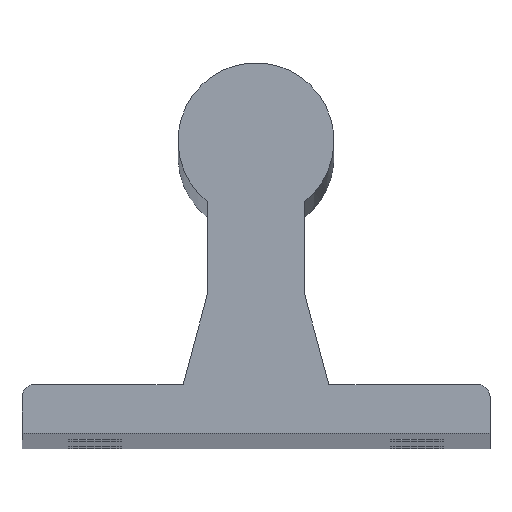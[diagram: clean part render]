
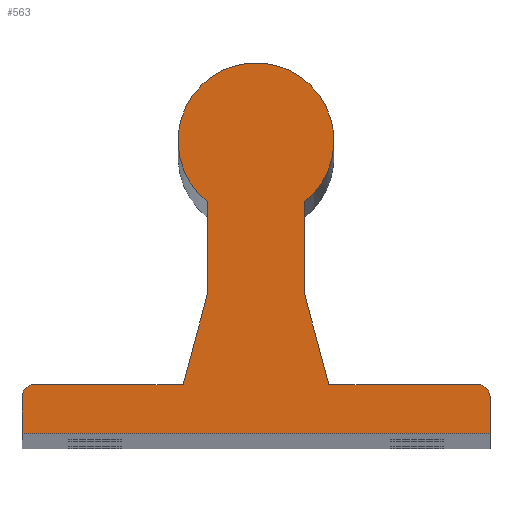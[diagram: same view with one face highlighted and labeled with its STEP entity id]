
A CAD part, top view. The second image highlights one B-rep face of the part: STEP entity #563.
In plain terms, the highlighted planar face has unit normal (0, 0, 1).
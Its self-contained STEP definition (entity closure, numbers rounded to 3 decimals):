
#56=FACE_OUTER_BOUND('',#85,.T.);
#85=EDGE_LOOP('',(#393,#394,#395,#396,#397,#398,#399,#400,#401,#402,#403,
#404));
#138=LINE('',#848,#183);
#139=LINE('',#850,#184);
#140=LINE('',#852,#185);
#141=LINE('',#856,#186);
#142=LINE('',#858,#187);
#143=LINE('',#860,#188);
#144=LINE('',#864,#189);
#145=LINE('',#866,#190);
#146=LINE('',#867,#191);
#183=VECTOR('',#675,10.);
#184=VECTOR('',#676,10.);
#185=VECTOR('',#677,10.);
#186=VECTOR('',#680,10.);
#187=VECTOR('',#681,10.);
#188=VECTOR('',#682,10.);
#189=VECTOR('',#685,10.);
#190=VECTOR('',#686,10.);
#191=VECTOR('',#687,10.);
#228=CIRCLE('',#607,8.);
#229=CIRCLE('',#608,1.25);
#230=CIRCLE('',#609,1.25);
#262=VERTEX_POINT('',#844);
#263=VERTEX_POINT('',#845);
#264=VERTEX_POINT('',#847);
#265=VERTEX_POINT('',#849);
#266=VERTEX_POINT('',#851);
#267=VERTEX_POINT('',#853);
#268=VERTEX_POINT('',#855);
#269=VERTEX_POINT('',#857);
#270=VERTEX_POINT('',#859);
#271=VERTEX_POINT('',#861);
#272=VERTEX_POINT('',#863);
#273=VERTEX_POINT('',#865);
#314=EDGE_CURVE('',#262,#263,#228,.T.);
#315=EDGE_CURVE('',#264,#262,#138,.T.);
#316=EDGE_CURVE('',#265,#264,#139,.T.);
#317=EDGE_CURVE('',#266,#265,#140,.T.);
#318=EDGE_CURVE('',#267,#266,#229,.T.);
#319=EDGE_CURVE('',#268,#267,#141,.T.);
#320=EDGE_CURVE('',#269,#268,#142,.T.);
#321=EDGE_CURVE('',#270,#269,#143,.T.);
#322=EDGE_CURVE('',#271,#270,#230,.T.);
#323=EDGE_CURVE('',#272,#271,#144,.T.);
#324=EDGE_CURVE('',#273,#272,#145,.T.);
#325=EDGE_CURVE('',#263,#273,#146,.T.);
#393=ORIENTED_EDGE('',*,*,#314,.F.);
#394=ORIENTED_EDGE('',*,*,#315,.F.);
#395=ORIENTED_EDGE('',*,*,#316,.F.);
#396=ORIENTED_EDGE('',*,*,#317,.F.);
#397=ORIENTED_EDGE('',*,*,#318,.F.);
#398=ORIENTED_EDGE('',*,*,#319,.F.);
#399=ORIENTED_EDGE('',*,*,#320,.F.);
#400=ORIENTED_EDGE('',*,*,#321,.F.);
#401=ORIENTED_EDGE('',*,*,#322,.F.);
#402=ORIENTED_EDGE('',*,*,#323,.F.);
#403=ORIENTED_EDGE('',*,*,#324,.F.);
#404=ORIENTED_EDGE('',*,*,#325,.F.);
#551=PLANE('',#606);
#563=ADVANCED_FACE('',(#56),#551,.T.);
#606=AXIS2_PLACEMENT_3D('',#843,#671,#672);
#607=AXIS2_PLACEMENT_3D('',#846,#673,#674);
#608=AXIS2_PLACEMENT_3D('',#854,#678,#679);
#609=AXIS2_PLACEMENT_3D('',#862,#683,#684);
#671=DIRECTION('center_axis',(0.,0.,1.));
#672=DIRECTION('ref_axis',(1.,0.,0.));
#673=DIRECTION('center_axis',(0.,0.,-1.));
#674=DIRECTION('ref_axis',(-1.,0.,0.));
#675=DIRECTION('',(0.,1.,0.));
#676=DIRECTION('',(0.259,0.966,0.));
#677=DIRECTION('',(1.,0.,0.));
#678=DIRECTION('center_axis',(0.,0.,-1.));
#679=DIRECTION('ref_axis',(-1.,0.,0.));
#680=DIRECTION('',(0.,1.,0.));
#681=DIRECTION('',(-1.,0.,0.));
#682=DIRECTION('',(0.,-1.,0.));
#683=DIRECTION('center_axis',(0.,0.,-1.));
#684=DIRECTION('ref_axis',(-1.,0.,0.));
#685=DIRECTION('',(1.,0.,0.));
#686=DIRECTION('',(0.259,-0.966,0.));
#687=DIRECTION('',(0.,-1.,0.));
#843=CARTESIAN_POINT('Origin',(0.,0.,314.4));
#844=CARTESIAN_POINT('',(-5.,23.755,314.4));
#845=CARTESIAN_POINT('',(5.,23.755,314.4));
#846=CARTESIAN_POINT('Origin',(0.,30.,314.4));
#847=CARTESIAN_POINT('',(-5.,14.215,314.4));
#848=CARTESIAN_POINT('',(-5.,11.878,314.4));
#849=CARTESIAN_POINT('',(-7.469,5.,314.4));
#850=CARTESIAN_POINT('',(-6.609,8.209,314.4));
#851=CARTESIAN_POINT('',(-22.75,5.,314.4));
#852=CARTESIAN_POINT('',(-3.735,5.,314.4));
#853=CARTESIAN_POINT('',(-24.,3.75,314.4));
#854=CARTESIAN_POINT('Origin',(-22.75,3.75,314.4));
#855=CARTESIAN_POINT('',(-24.,0.,314.4));
#856=CARTESIAN_POINT('',(-24.,2.5,314.4));
#857=CARTESIAN_POINT('',(24.,0.,314.4));
#858=CARTESIAN_POINT('',(-12.,0.,314.4));
#859=CARTESIAN_POINT('',(24.,3.75,314.4));
#860=CARTESIAN_POINT('',(24.,0.,314.4));
#861=CARTESIAN_POINT('',(22.75,5.,314.4));
#862=CARTESIAN_POINT('Origin',(22.75,3.75,314.4));
#863=CARTESIAN_POINT('',(7.469,5.,314.4));
#864=CARTESIAN_POINT('',(12.,5.,314.4));
#865=CARTESIAN_POINT('',(5.,14.215,314.4));
#866=CARTESIAN_POINT('',(6.609,8.209,314.4));
#867=CARTESIAN_POINT('',(5.,11.878,314.4));
